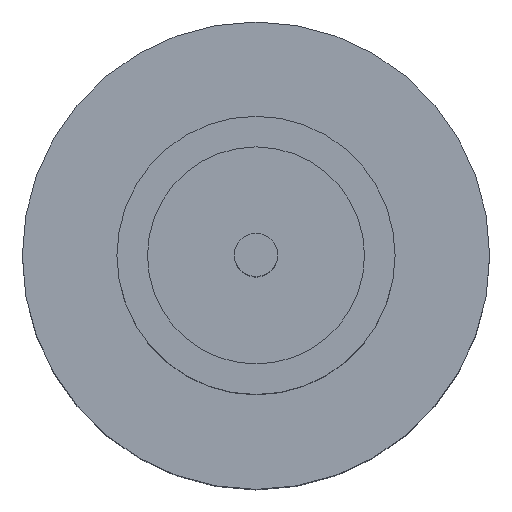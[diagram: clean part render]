
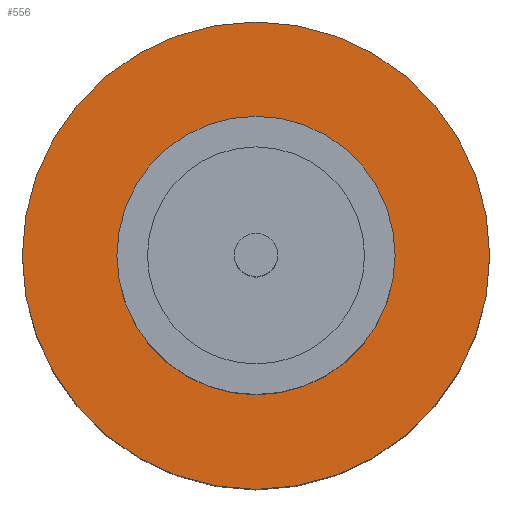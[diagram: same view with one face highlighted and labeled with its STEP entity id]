
A CAD part, top view. The second image highlights one B-rep face of the part: STEP entity #556.
In plain terms, the highlighted planar face has unit normal (0, 0, 1).
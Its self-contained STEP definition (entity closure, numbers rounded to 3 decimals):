
#4 = DIRECTION ( 'NONE',  ( 1., 0., 0. ) ) ;
#15 = CARTESIAN_POINT ( 'NONE',  ( 0., 0., 1.55 ) ) ;
#35 = AXIS2_PLACEMENT_3D ( 'NONE', #799, #609, #4 ) ;
#41 = AXIS2_PLACEMENT_3D ( 'NONE', #292, #87, #560 ) ;
#71 = EDGE_CURVE ( 'NONE', #151, #152, #450, .T. ) ;
#87 = DIRECTION ( 'NONE',  ( 0., 0., 1. ) ) ;
#132 = EDGE_CURVE ( 'NONE', #211, #289, #220, .T. ) ;
#139 = CARTESIAN_POINT ( 'NONE',  ( -2.1, 0., 1.55 ) ) ;
#151 = VERTEX_POINT ( 'NONE', #679 ) ;
#152 = VERTEX_POINT ( 'NONE', #139 ) ;
#159 = AXIS2_PLACEMENT_3D ( 'NONE', #851, #330, #591 ) ;
#170 = CARTESIAN_POINT ( 'NONE',  ( 0., 0., 1.55 ) ) ;
#175 = CIRCLE ( 'NONE', #35, 1.25 ) ;
#211 = VERTEX_POINT ( 'NONE', #843 ) ;
#216 = DIRECTION ( 'NONE',  ( 1., 0., 0. ) ) ;
#220 = CIRCLE ( 'NONE', #833, 1.25 ) ;
#239 = DIRECTION ( 'NONE',  ( 1., 0., 0. ) ) ;
#265 = ORIENTED_EDGE ( 'NONE', *, *, #71, .T. ) ;
#286 = AXIS2_PLACEMENT_3D ( 'NONE', #170, #580, #239 ) ;
#289 = VERTEX_POINT ( 'NONE', #845 ) ;
#292 = CARTESIAN_POINT ( 'NONE',  ( 0., 0., 1.55 ) ) ;
#293 = EDGE_CURVE ( 'NONE', #289, #211, #175, .T. ) ;
#330 = DIRECTION ( 'NONE',  ( 0., 0., 1. ) ) ;
#354 = DIRECTION ( 'NONE',  ( 0., 0., 1. ) ) ;
#450 = CIRCLE ( 'NONE', #41, 2.1 ) ;
#540 = CIRCLE ( 'NONE', #286, 2.1 ) ;
#549 = EDGE_LOOP ( 'NONE', ( #572, #265 ) ) ;
#556 = ADVANCED_FACE ( 'NONE', ( #701, #642 ), #597, .T. ) ;
#560 = DIRECTION ( 'NONE',  ( 1., 0., 0. ) ) ;
#572 = ORIENTED_EDGE ( 'NONE', *, *, #837, .T. ) ;
#580 = DIRECTION ( 'NONE',  ( 0., 0., 1. ) ) ;
#591 = DIRECTION ( 'NONE',  ( 1., 0., 0. ) ) ;
#597 = PLANE ( 'NONE',  #159 ) ;
#609 = DIRECTION ( 'NONE',  ( 0., 0., 1. ) ) ;
#626 = ORIENTED_EDGE ( 'NONE', *, *, #132, .F. ) ;
#642 = FACE_OUTER_BOUND ( 'NONE', #549, .T. ) ;
#679 = CARTESIAN_POINT ( 'NONE',  ( 2.1, 0., 1.55 ) ) ;
#701 = FACE_BOUND ( 'NONE', #857, .T. ) ;
#799 = CARTESIAN_POINT ( 'NONE',  ( 0., 0., 1.55 ) ) ;
#810 = ORIENTED_EDGE ( 'NONE', *, *, #293, .F. ) ;
#833 = AXIS2_PLACEMENT_3D ( 'NONE', #15, #354, #216 ) ;
#837 = EDGE_CURVE ( 'NONE', #152, #151, #540, .T. ) ;
#843 = CARTESIAN_POINT ( 'NONE',  ( 1.25, 0., 1.55 ) ) ;
#845 = CARTESIAN_POINT ( 'NONE',  ( -1.25, 0., 1.55 ) ) ;
#851 = CARTESIAN_POINT ( 'NONE',  ( 0., 0., 1.55 ) ) ;
#857 = EDGE_LOOP ( 'NONE', ( #626, #810 ) ) ;
